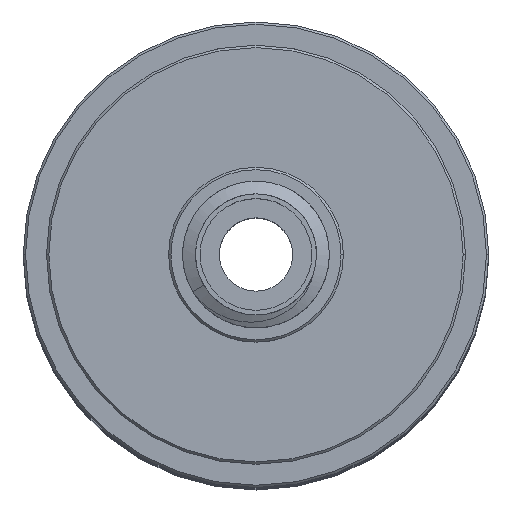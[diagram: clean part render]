
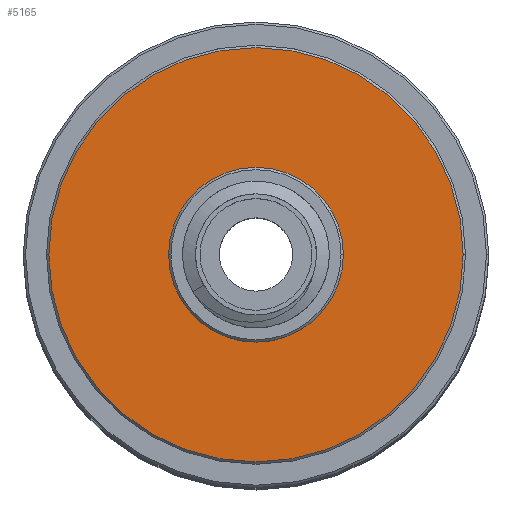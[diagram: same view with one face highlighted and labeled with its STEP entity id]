
A CAD part, top view. The second image highlights one B-rep face of the part: STEP entity #5165.
In plain terms, the highlighted planar face has unit normal (0, 0, 1).
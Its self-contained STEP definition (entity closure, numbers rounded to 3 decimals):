
#4034=CARTESIAN_POINT('',(0.,0.,2.));
#4035=DIRECTION('',(0.,0.,1.));
#4036=DIRECTION('',(-1.,0.,0.));
#4037=AXIS2_PLACEMENT_3D('',#4034,#4035,#4036);
#4039=CARTESIAN_POINT('',(0.,0.,2.));
#4040=DIRECTION('',(0.,0.,-1.));
#4041=DIRECTION('',(-1.,0.,0.));
#4042=AXIS2_PLACEMENT_3D('',#4039,#4040,#4041);
#4044=CARTESIAN_POINT('',(0.,0.,2.));
#4045=DIRECTION('',(0.,0.,-1.));
#4046=DIRECTION('',(-1.,0.,0.));
#4047=AXIS2_PLACEMENT_3D('',#4044,#4045,#4046);
#4049=CARTESIAN_POINT('',(0.,0.,2.));
#4050=DIRECTION('',(0.,0.,-1.));
#4051=DIRECTION('',(1.,0.,0.));
#4052=AXIS2_PLACEMENT_3D('',#4049,#4050,#4051);
#4963=CARTESIAN_POINT('',(-3.754,0.,2.));
#4964=CARTESIAN_POINT('',(3.754,0.,2.));
#4965=VERTEX_POINT('',#4963);
#4966=VERTEX_POINT('',#4964);
#4991=CARTESIAN_POINT('',(-8.9,0.,2.));
#4992=CARTESIAN_POINT('',(8.9,0.,2.));
#4993=VERTEX_POINT('',#4991);
#4994=VERTEX_POINT('',#4992);
#5150=CARTESIAN_POINT('',(0.,0.,2.));
#5151=DIRECTION('',(0.,0.,-1.));
#5152=DIRECTION('',(1.,0.,0.));
#5153=AXIS2_PLACEMENT_3D('',#5150,#5151,#5152);
#5154=PLANE('',#5153);
#5155=ORIENTED_EDGE('',*,*,#5132,.T.);
#5156=ORIENTED_EDGE('',*,*,#5117,.T.);
#5157=EDGE_LOOP('',(#5155,#5156));
#5158=FACE_OUTER_BOUND('',#5157,.F.);
#5160=ORIENTED_EDGE('',*,*,#5159,.T.);
#5162=ORIENTED_EDGE('',*,*,#5161,.F.);
#5163=EDGE_LOOP('',(#5160,#5162));
#5164=FACE_BOUND('',#5163,.F.);
#5165=ADVANCED_FACE('',(#5158,#5164),#5154,.F.);
#4038=CIRCLE('',#4037,3.754);
#4043=CIRCLE('',#4042,3.754);
#4048=CIRCLE('',#4047,8.9);
#4053=CIRCLE('',#4052,8.9);
#5117=EDGE_CURVE('',#4994,#4993,#4053,.T.);
#5132=EDGE_CURVE('',#4993,#4994,#4048,.T.);
#5159=EDGE_CURVE('',#4965,#4966,#4038,.T.);
#5161=EDGE_CURVE('',#4965,#4966,#4043,.T.);
